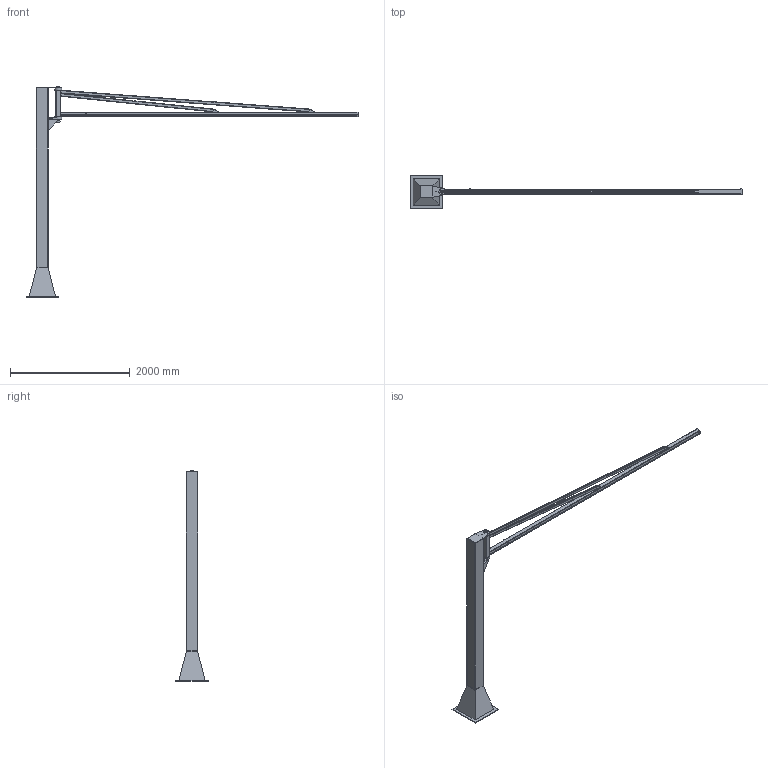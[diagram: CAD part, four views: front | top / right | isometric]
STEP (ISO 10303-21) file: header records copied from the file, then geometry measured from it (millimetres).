
FILE_DESCRIPTION(('STEP AP214'),'1');
FILE_NAME('ODEN PKO 125-5.stp','2018-02-07T12:50:53',(' '),(' '),'Spatial InterOp 3D',' ',' ');
FILE_SCHEMA(('automotive_design'));
Length unit declared in the file: millimetre
Products named in the file (50): O0125-5; KKR; Profil 6; Lagerbox IV; Bultf_rband M10x100; DIN_985 M10; M6S M10x100; _ndstopp Profil 6; Polyfj_der 32s_12; Hydraulr_r, L=70; Kil III; Kil Ovansida III; Kil sida III; PMH Pelarsvangkran Oden 125-5; P0003-001; Förstärkningsplåt; Undre Fästöra; Övre Fästöra; Axel III / IV; Axelkant; Axel; Distansbricka; Hylsa; Bultf_rband M8x65; DIN_985 M8; M6S M8x65; Broms Pelare III; POM-C; Gängstång; Mutter; Tryckfjäder; Platta M8; Part59; Pelare; Part2; Part3
Assembly tree (51 placements, depth 5):
  PMH Pelarsvangkran Oden 125-5
    O0125-5
      KKR
      KKR
      Profil 6
      KKR
      Lagerbox IV
      Lagerbox IV
      Bultf_rband M10x100
        DIN_985 M10
        M6S M10x100
      _ndstopp Profil 6
        Polyfj_der 32s_12
        Hydraulr_r, L=70
        Bultf_rband M10x100
          DIN_985 M10
          M6S M10x100
      Kil III
        Kil Ovansida III
        Kil sida III
        Kil sida III
      Kil III
        Kil Ovansida III
        Kil sida III
        Kil sida III
    P0003-001
      Förstärkningsplåt
      Förstärkningsplåt
      Undre Fästöra
      Övre Fästöra
      Axel III / IV
        Axelkant
        Axel
        Distansbricka
        Hylsa
        Bultf_rband M8x65
          DIN_985 M8
          M6S M8x65
      Broms Pelare III
        POM-C
        Gängstång
        Mutter  x2
        Tryckfjäder  x2
        Platta M8
        Part59
        Part59
        Gängstång
      Pelare
      Part2
      Part3
Bounding box: 5537.5 x 545 x 3515 mm (x, y, z)
Volume: 193508910.7 mm3; surface area: 8248626.1 mm2
Topology: 43 solids, 43 shells, 424 faces, 908 edges, 574 vertices
Faces by surface type: plane 240, cone 90, cylinder 88, bspline 6
Full cylindrical faces by diameter (mm): 4.5 x1, 7 x2, 7.28 x1, 8 x2, 9 x3, 9.1 x2, 9.7 x2, 10 x8, 10.5 x2, 11 x5, 12 x1, 13 x1, 15 x1, 17 x2, 32 x1, 35 x3, 35.5 x2, 36 x1, 50 x3, 112 x2
Entity records: 17687 total; most frequent: CARTESIAN_POINT 5425, DIRECTION 1766, ORIENTED_EDGE 1538, EDGE_CURVE 769, AXIS2_PLACEMENT_3D 692, VERTEX_POINT 523, EDGE_LOOP 496, FACE_OUTER_BOUND 436
